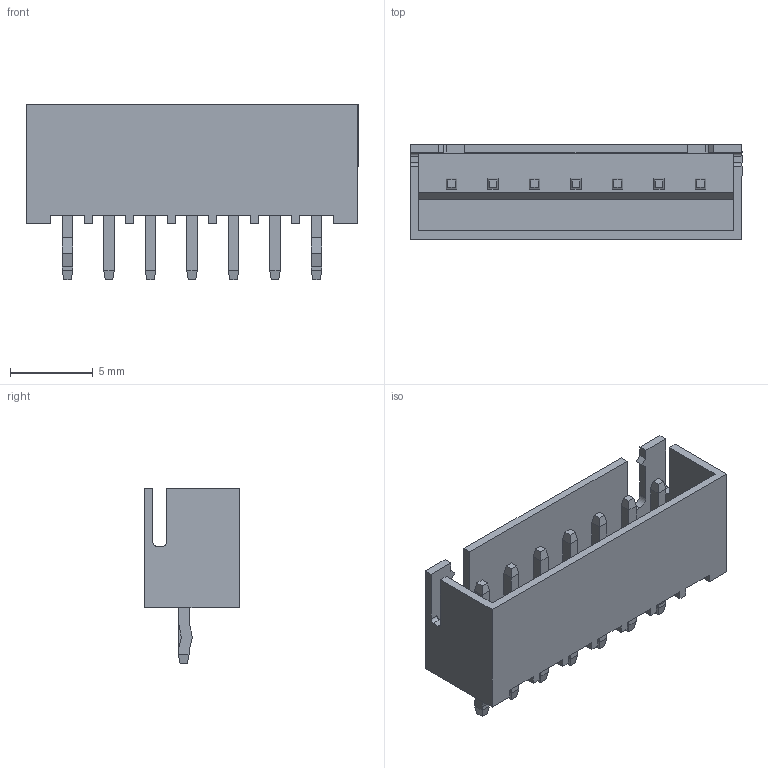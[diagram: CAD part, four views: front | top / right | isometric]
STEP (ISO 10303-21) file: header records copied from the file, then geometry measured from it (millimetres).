
FILE_DESCRIPTION (( 'STEP AP214' ), '1' );
FILE_NAME ('FWF25001-S07S22W1B-REF.STEP', '2026-03-24T03:54:41', ( '' ), ( '' ), 'SwSTEP 2.0', 'SolidWorks 2021', '' );
FILE_SCHEMA (( 'AUTOMOTIVE_DESIGN' ));
Length unit declared in the file: millimetre
Products named in the file (1): FWF25001-S07S22W1B-REF
Bounding box: 20 x 5.7 x 10.6 mm (x, y, z)
Volume: 277 mm3; surface area: 1031.8 mm2
Topology: 1 solids, 1 shells, 218 faces, 550 edges, 348 vertices
Faces by surface type: plane 212, cylinder 6
Entity records: 6372 total; most frequent: CARTESIAN_POINT 1117, ORIENTED_EDGE 1100, DIRECTION 1000, EDGE_CURVE 550, LINE 538, VECTOR 538, VERTEX_POINT 348, EDGE_LOOP 232
